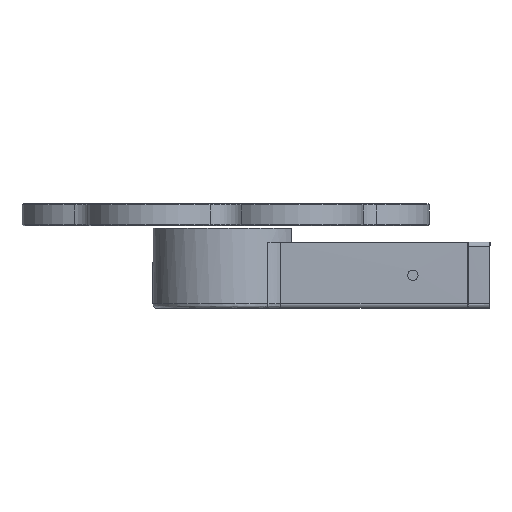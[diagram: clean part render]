
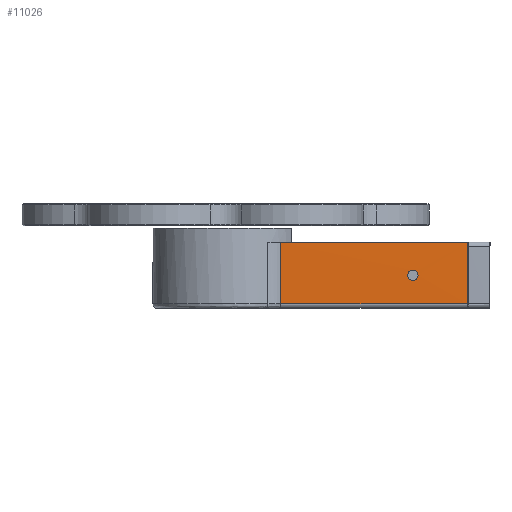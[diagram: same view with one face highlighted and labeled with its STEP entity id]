
A CAD part, left-side view. The second image highlights one B-rep face of the part: STEP entity #11026.
In plain terms, the highlighted planar face has unit normal (1, 0, 0).
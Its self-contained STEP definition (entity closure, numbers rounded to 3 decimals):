
#335 = FACE_BOUND ( 'NONE', #536, .T. ) ;
#406 = DIRECTION ( 'NONE',  ( 1., 0., 0. ) ) ;
#536 = EDGE_LOOP ( 'NONE', ( #7296 ) ) ;
#1213 = DIRECTION ( 'NONE',  ( -1., 0., 0. ) ) ;
#1285 = ORIENTED_EDGE ( 'NONE', *, *, #6423, .T. ) ;
#1680 = CARTESIAN_POINT ( 'NONE',  ( -29.232, -40.369, 135.25 ) ) ;
#2017 = VERTEX_POINT ( 'NONE', #13067 ) ;
#2497 = CARTESIAN_POINT ( 'NONE',  ( -29.232, 44.651, 135.25 ) ) ;
#2969 = CARTESIAN_POINT ( 'NONE',  ( -29.132, -40.269, 163.15 ) ) ;
#3233 = LINE ( 'NONE', #7726, #7507 ) ;
#3343 = CARTESIAN_POINT ( 'NONE',  ( -29.232, -15.369, 148.25 ) ) ;
#3396 = VECTOR ( 'NONE', #6848, 1000. ) ;
#3466 = VERTEX_POINT ( 'NONE', #2969 ) ;
#3855 = FACE_OUTER_BOUND ( 'NONE', #7545, .T. ) ;
#4699 = VECTOR ( 'NONE', #6172, 1000. ) ;
#4823 = PLANE ( 'NONE',  #5485 ) ;
#4890 = DIRECTION ( 'NONE',  ( 0., 0., -1. ) ) ;
#4995 = VERTEX_POINT ( 'NONE', #2497 ) ;
#5485 = AXIS2_PLACEMENT_3D ( 'NONE', #11687, #406, #4890 ) ;
#5549 = ORIENTED_EDGE ( 'NONE', *, *, #12990, .T. ) ;
#5618 = ORIENTED_EDGE ( 'NONE', *, *, #6429, .T. ) ;
#5706 = LINE ( 'NONE', #13310, #6578 ) ;
#5747 = CARTESIAN_POINT ( 'NONE',  ( -29.232, -40.169, 138.25 ) ) ;
#5843 = DIRECTION ( 'NONE',  ( 0., 0., 1. ) ) ;
#6172 = DIRECTION ( 'NONE',  ( 0., 1., 0. ) ) ;
#6423 = EDGE_CURVE ( 'NONE', #8934, #4995, #9571, .T. ) ;
#6429 = EDGE_CURVE ( 'NONE', #14219, #3466, #5706, .T. ) ;
#6578 = VECTOR ( 'NONE', #9711, 1000. ) ;
#6848 = DIRECTION ( 'NONE',  ( 0., 0., -1. ) ) ;
#7296 = ORIENTED_EDGE ( 'NONE', *, *, #10911, .T. ) ;
#7507 = VECTOR ( 'NONE', #11136, 1000. ) ;
#7545 = EDGE_LOOP ( 'NONE', ( #5618, #5549, #1285, #12529 ) ) ;
#7678 = EDGE_CURVE ( 'NONE', #4995, #14219, #3233, .T. ) ;
#7726 = CARTESIAN_POINT ( 'NONE',  ( -29.232, 44.651, 138.25 ) ) ;
#8531 = CARTESIAN_POINT ( 'NONE',  ( -29.232, -40.169, 135.25 ) ) ;
#8784 = CIRCLE ( 'NONE', #12071, 2.35 ) ;
#8934 = VERTEX_POINT ( 'NONE', #8531 ) ;
#9056 = CARTESIAN_POINT ( 'NONE',  ( -29.232, 44.651, 163.25 ) ) ;
#9571 = LINE ( 'NONE', #1680, #4699 ) ;
#9711 = DIRECTION ( 'NONE',  ( 0., -1., 0. ) ) ;
#10911 = EDGE_CURVE ( 'NONE', #2017, #2017, #8784, .T. ) ;
#11026 = ADVANCED_FACE ( 'NONE', ( #3855, #335 ), #4823, .T. ) ;
#11136 = DIRECTION ( 'NONE',  ( 0., 0., 1. ) ) ;
#11687 = CARTESIAN_POINT ( 'NONE',  ( -29.232, -40.369, 138.25 ) ) ;
#12071 = AXIS2_PLACEMENT_3D ( 'NONE', #3343, #1213, #5843 ) ;
#12529 = ORIENTED_EDGE ( 'NONE', *, *, #7678, .T. ) ;
#12990 = EDGE_CURVE ( 'NONE', #3466, #8934, #13778, .T. ) ;
#13067 = CARTESIAN_POINT ( 'NONE',  ( -29.232, -15.369, 150.6 ) ) ;
#13310 = CARTESIAN_POINT ( 'NONE',  ( -29.232, -40.369, 163.25 ) ) ;
#13778 = LINE ( 'NONE', #5747, #3396 ) ;
#14219 = VERTEX_POINT ( 'NONE', #9056 ) ;
